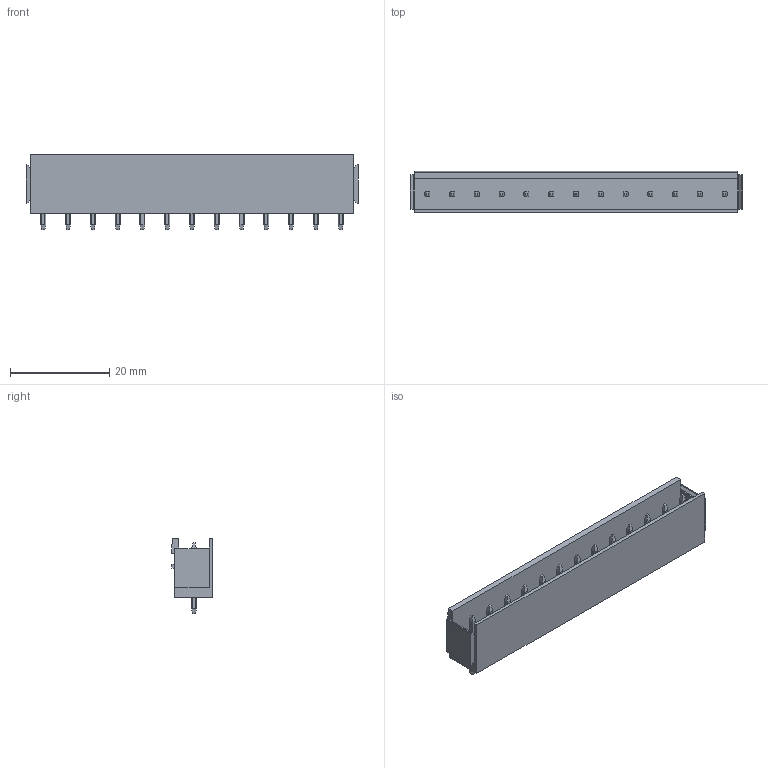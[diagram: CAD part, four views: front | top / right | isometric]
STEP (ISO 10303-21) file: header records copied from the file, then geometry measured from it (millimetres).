
FILE_DESCRIPTION(('CATIA V5 STEP Exchange','CAx-IF Rec.Pracs.--- Model Styling and Organization---1.4--- 2014-01-23'),'2;1');
FILE_NAME ('D1486611_0_1211510000_1211510000.stp','2021-05-14T09:53:13+00:00',('none'),('Weidmueller'),'CATIA Version 5-6 Release 2016 SP3 HF44','CATIA V5 STEP AP214','none');
FILE_SCHEMA(('AUTOMOTIVE_DESIGN { 1 0 10303 214 1 1 1 1 }'));
Length unit declared in the file: millimetre
Products named in the file (1): 1211510000
Bounding box: 67 x 8.43 x 15.2 mm (x, y, z)
Volume: 2962.9 mm3; surface area: 4928.5 mm2
Topology: 14 solids, 14 shells, 385 faces, 1059 edges, 702 vertices
Faces by surface type: plane 279, cylinder 106
Entity records: 12510 total; most frequent: CARTESIAN_POINT 2922, ORIENTED_EDGE 2118, DIRECTION 1485, EDGE_CURVE 1059, VECTOR 739, LINE 739, VERTEX_POINT 702, AXIS2_PLACEMENT_3D 429
